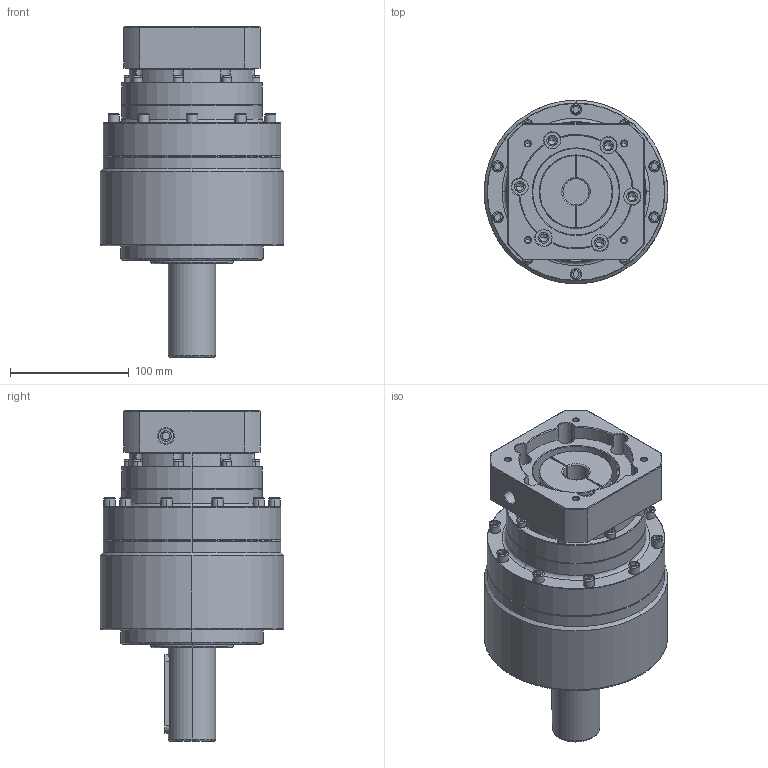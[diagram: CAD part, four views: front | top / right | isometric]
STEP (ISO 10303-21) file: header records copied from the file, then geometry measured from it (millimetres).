
FILE_DESCRIPTION (( 'STEP AP214' ), '1' );
FILE_NAME ('PE155-L2-22-95-115-M6-M8.STEP', '2024-01-06T05:32:22', ( 'admin' ), ( '' ), 'SwSTEP 2.0', 'SolidWorks 2013', '' );
FILE_SCHEMA (( 'AUTOMOTIVE_DESIGN' ));
Length unit declared in the file: millimetre
Products named in the file (4): PE155_X2_8F9351FA7AEF_X0_; PB115-95-115M6; PB142-L2_X2_58F34F537AEF_X0_; PE155-L2-22-95-115-M6-M8
Assembly tree (3 placements, depth 2):
  PE155-L2-22-95-115-M6-M8
    PB142-L2_X2_58F34F537AEF_X0_
    PB115-95-115M6
    PE155_X2_8F9351FA7AEF_X0_
Bounding box: 155 x 155 x 279 mm (x, y, z)
Volume: 2890035.8 mm3; surface area: 232495.5 mm2
Topology: 3 solids, 3 shells, 631 faces, 1542 edges, 933 vertices
Faces by surface type: cylinder 216, plane 197, cone 169, bspline 49
Entity records: 27212 total; most frequent: CARTESIAN_POINT 5583, DIRECTION 3129, ORIENTED_EDGE 2944, EDGE_CURVE 1472, AXIS2_PLACEMENT_3D 1193, VERTEX_POINT 933, EDGE_LOOP 743, VECTOR 743
